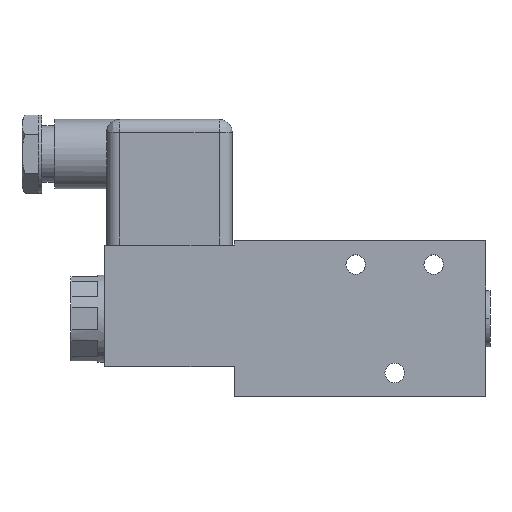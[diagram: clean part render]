
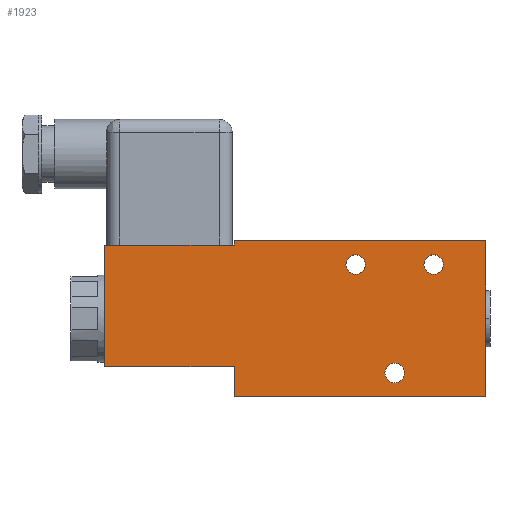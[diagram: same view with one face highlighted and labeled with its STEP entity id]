
A CAD part, top view. The second image highlights one B-rep face of the part: STEP entity #1923.
In plain terms, the highlighted planar face has unit normal (0, 0, 1).
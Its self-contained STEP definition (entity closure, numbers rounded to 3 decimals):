
#22 = CARTESIAN_POINT ( 'NONE',  ( -116.959, -52.919, 38.897 ) ) ;
#92 = CARTESIAN_POINT ( 'NONE',  ( -101.959, -45.919, 38.897 ) ) ;
#139 = VERTEX_POINT ( 'NONE', #149 ) ;
#144 = EDGE_CURVE ( 'NONE', #1640, #2920, #188, .T. ) ;
#147 = VERTEX_POINT ( 'NONE', #208 ) ;
#149 = CARTESIAN_POINT ( 'NONE',  ( -47.709, -47.419, 38.897 ) ) ;
#158 = EDGE_CURVE ( 'NONE', #1170, #3235, #402, .T. ) ;
#170 = CARTESIAN_POINT ( 'NONE',  ( -86.959, -16.919, 38.897 ) ) ;
#188 = CIRCLE ( 'NONE', #2581, 2.25 ) ;
#208 = CARTESIAN_POINT ( 'NONE',  ( -86.959, -45.919, 38.897 ) ) ;
#224 = LINE ( 'NONE', #664, #593 ) ;
#255 = DIRECTION ( 'NONE',  ( -1., 0., 0. ) ) ;
#286 = EDGE_CURVE ( 'NONE', #139, #441, #2122, .T. ) ;
#311 = CIRCLE ( 'NONE', #2561, 2.25 ) ;
#343 = VERTEX_POINT ( 'NONE', #2845 ) ;
#356 = VECTOR ( 'NONE', #1238, 1000. ) ;
#357 = VERTEX_POINT ( 'NONE', #2339 ) ;
#370 = CIRCLE ( 'NONE', #573, 2.25 ) ;
#402 = LINE ( 'NONE', #2737, #356 ) ;
#441 = VERTEX_POINT ( 'NONE', #2918 ) ;
#455 = VECTOR ( 'NONE', #2712, 1000. ) ;
#520 = DIRECTION ( 'NONE',  ( 0., -1., 0. ) ) ;
#529 = ORIENTED_EDGE ( 'NONE', *, *, #158, .F. ) ;
#538 = DIRECTION ( 'NONE',  ( 0., 1., 0. ) ) ;
#568 = EDGE_LOOP ( 'NONE', ( #1851, #1891, #529, #2872, #1724, #1922, #2086, #3160 ) ) ;
#573 = AXIS2_PLACEMENT_3D ( 'NONE', #955, #3046, #1733 ) ;
#593 = VECTOR ( 'NONE', #3227, 1000. ) ;
#664 = CARTESIAN_POINT ( 'NONE',  ( -86.959, -49.419, 38.897 ) ) ;
#668 = VECTOR ( 'NONE', #3178, 1000. ) ;
#692 = CARTESIAN_POINT ( 'NONE',  ( -101.959, -17.919, 38.897 ) ) ;
#702 = DIRECTION ( 'NONE',  ( 0., 0., 1. ) ) ;
#824 = EDGE_CURVE ( 'NONE', #343, #357, #311, .T. ) ;
#837 = ORIENTED_EDGE ( 'NONE', *, *, #286, .F. ) ;
#866 = CARTESIAN_POINT ( 'NONE',  ( -28.959, -16.919, 38.897 ) ) ;
#869 = CARTESIAN_POINT ( 'NONE',  ( -116.959, -17.919, 38.897 ) ) ;
#955 = CARTESIAN_POINT ( 'NONE',  ( -40.959, -22.419, 38.897 ) ) ;
#970 = EDGE_CURVE ( 'NONE', #1314, #147, #224, .T. ) ;
#999 = ORIENTED_EDGE ( 'NONE', *, *, #1065, .F. ) ;
#1026 = CARTESIAN_POINT ( 'NONE',  ( -57.959, -52.919, 38.897 ) ) ;
#1055 = PLANE ( 'NONE',  #1326 ) ;
#1065 = EDGE_CURVE ( 'NONE', #357, #343, #2354, .T. ) ;
#1093 = DIRECTION ( 'NONE',  ( -1., 0., 0. ) ) ;
#1095 = VECTOR ( 'NONE', #1117, 1000. ) ;
#1117 = DIRECTION ( 'NONE',  ( 1., 0., 0. ) ) ;
#1119 = VERTEX_POINT ( 'NONE', #1237 ) ;
#1129 = EDGE_CURVE ( 'NONE', #2920, #1640, #370, .T. ) ;
#1170 = VERTEX_POINT ( 'NONE', #170 ) ;
#1237 = CARTESIAN_POINT ( 'NONE',  ( -28.959, -52.919, 38.897 ) ) ;
#1238 = DIRECTION ( 'NONE',  ( 1., 0., 0. ) ) ;
#1257 = FACE_OUTER_BOUND ( 'NONE', #568, .T. ) ;
#1282 = CARTESIAN_POINT ( 'NONE',  ( -86.959, -52.919, 38.897 ) ) ;
#1293 = DIRECTION ( 'NONE',  ( -1., 0., 0. ) ) ;
#1299 = CARTESIAN_POINT ( 'NONE',  ( -116.959, -45.919, 38.897 ) ) ;
#1314 = VERTEX_POINT ( 'NONE', #1282 ) ;
#1326 = AXIS2_PLACEMENT_3D ( 'NONE', #22, #2862, #2399 ) ;
#1334 = EDGE_LOOP ( 'NONE', ( #3236, #837 ) ) ;
#1339 = EDGE_CURVE ( 'NONE', #1119, #1314, #3224, .T. ) ;
#1353 = LINE ( 'NONE', #692, #455 ) ;
#1355 = CARTESIAN_POINT ( 'NONE',  ( -116.959, -31.919, 38.897 ) ) ;
#1566 = VERTEX_POINT ( 'NONE', #3240 ) ;
#1628 = ORIENTED_EDGE ( 'NONE', *, *, #144, .F. ) ;
#1640 = VERTEX_POINT ( 'NONE', #3042 ) ;
#1647 = CARTESIAN_POINT ( 'NONE',  ( -58.959, -22.419, 38.897 ) ) ;
#1654 = LINE ( 'NONE', #1355, #668 ) ;
#1724 = ORIENTED_EDGE ( 'NONE', *, *, #2223, .T. ) ;
#1733 = DIRECTION ( 'NONE',  ( -1., 0., 0. ) ) ;
#1797 = AXIS2_PLACEMENT_3D ( 'NONE', #3148, #2888, #1293 ) ;
#1851 = ORIENTED_EDGE ( 'NONE', *, *, #1339, .F. ) ;
#1855 = CIRCLE ( 'NONE', #3087, 2.25 ) ;
#1891 = ORIENTED_EDGE ( 'NONE', *, *, #1954, .T. ) ;
#1922 = ORIENTED_EDGE ( 'NONE', *, *, #3177, .F. ) ;
#1923 = ADVANCED_FACE ( 'NONE', ( #2645, #1964, #1960, #1257 ), #1055, .T. ) ;
#1933 = EDGE_LOOP ( 'NONE', ( #1628, #2047 ) ) ;
#1936 = VECTOR ( 'NONE', #538, 1000. ) ;
#1954 = EDGE_CURVE ( 'NONE', #1119, #3235, #2131, .T. ) ;
#1960 = FACE_BOUND ( 'NONE', #2559, .T. ) ;
#1964 = FACE_BOUND ( 'NONE', #1933, .T. ) ;
#1992 = AXIS2_PLACEMENT_3D ( 'NONE', #2238, #702, #2021 ) ;
#2021 = DIRECTION ( 'NONE',  ( -1., 0., 0. ) ) ;
#2047 = ORIENTED_EDGE ( 'NONE', *, *, #1129, .F. ) ;
#2082 = DIRECTION ( 'NONE',  ( 0., 0., 1. ) ) ;
#2086 = ORIENTED_EDGE ( 'NONE', *, *, #2681, .T. ) ;
#2096 = DIRECTION ( 'NONE',  ( -1., 0., 0. ) ) ;
#2122 = CIRCLE ( 'NONE', #1797, 2.25 ) ;
#2125 = LINE ( 'NONE', #92, #1095 ) ;
#2131 = LINE ( 'NONE', #2625, #1936 ) ;
#2223 = EDGE_CURVE ( 'NONE', #1566, #2386, #1353, .T. ) ;
#2238 = CARTESIAN_POINT ( 'NONE',  ( -58.959, -22.419, 38.897 ) ) ;
#2339 = CARTESIAN_POINT ( 'NONE',  ( -61.209, -22.419, 38.897 ) ) ;
#2354 = CIRCLE ( 'NONE', #1992, 2.25 ) ;
#2386 = VERTEX_POINT ( 'NONE', #869 ) ;
#2399 = DIRECTION ( 'NONE',  ( 1., 0., 0. ) ) ;
#2508 = VERTEX_POINT ( 'NONE', #1299 ) ;
#2535 = EDGE_CURVE ( 'NONE', #441, #139, #1855, .T. ) ;
#2544 = DIRECTION ( 'NONE',  ( -1., 0., 0. ) ) ;
#2559 = EDGE_LOOP ( 'NONE', ( #999, #2826 ) ) ;
#2561 = AXIS2_PLACEMENT_3D ( 'NONE', #1647, #2658, #1093 ) ;
#2565 = LINE ( 'NONE', #3339, #3173 ) ;
#2581 = AXIS2_PLACEMENT_3D ( 'NONE', #3316, #2800, #2544 ) ;
#2625 = CARTESIAN_POINT ( 'NONE',  ( -28.959, -34.919, 38.897 ) ) ;
#2645 = FACE_BOUND ( 'NONE', #1334, .T. ) ;
#2658 = DIRECTION ( 'NONE',  ( 0., 0., 1. ) ) ;
#2681 = EDGE_CURVE ( 'NONE', #2508, #147, #2125, .T. ) ;
#2712 = DIRECTION ( 'NONE',  ( -1., 0., 0. ) ) ;
#2732 = VECTOR ( 'NONE', #255, 1000. ) ;
#2737 = CARTESIAN_POINT ( 'NONE',  ( -57.959, -16.919, 38.897 ) ) ;
#2800 = DIRECTION ( 'NONE',  ( 0., 0., 1. ) ) ;
#2826 = ORIENTED_EDGE ( 'NONE', *, *, #824, .F. ) ;
#2845 = CARTESIAN_POINT ( 'NONE',  ( -56.709, -22.419, 38.897 ) ) ;
#2862 = DIRECTION ( 'NONE',  ( 0., 0., 1. ) ) ;
#2872 = ORIENTED_EDGE ( 'NONE', *, *, #2963, .T. ) ;
#2888 = DIRECTION ( 'NONE',  ( 0., 0., 1. ) ) ;
#2918 = CARTESIAN_POINT ( 'NONE',  ( -52.209, -47.419, 38.897 ) ) ;
#2920 = VERTEX_POINT ( 'NONE', #3271 ) ;
#2963 = EDGE_CURVE ( 'NONE', #1170, #1566, #2565, .T. ) ;
#3042 = CARTESIAN_POINT ( 'NONE',  ( -43.209, -22.419, 38.897 ) ) ;
#3046 = DIRECTION ( 'NONE',  ( 0., 0., 1. ) ) ;
#3087 = AXIS2_PLACEMENT_3D ( 'NONE', #3094, #2082, #2096 ) ;
#3094 = CARTESIAN_POINT ( 'NONE',  ( -49.959, -47.419, 38.897 ) ) ;
#3148 = CARTESIAN_POINT ( 'NONE',  ( -49.959, -47.419, 38.897 ) ) ;
#3160 = ORIENTED_EDGE ( 'NONE', *, *, #970, .F. ) ;
#3173 = VECTOR ( 'NONE', #520, 1000. ) ;
#3177 = EDGE_CURVE ( 'NONE', #2508, #2386, #1654, .T. ) ;
#3178 = DIRECTION ( 'NONE',  ( 0., 1., 0. ) ) ;
#3224 = LINE ( 'NONE', #1026, #2732 ) ;
#3227 = DIRECTION ( 'NONE',  ( 0., 1., 0. ) ) ;
#3235 = VERTEX_POINT ( 'NONE', #866 ) ;
#3236 = ORIENTED_EDGE ( 'NONE', *, *, #2535, .F. ) ;
#3240 = CARTESIAN_POINT ( 'NONE',  ( -86.959, -17.919, 38.897 ) ) ;
#3271 = CARTESIAN_POINT ( 'NONE',  ( -38.709, -22.419, 38.897 ) ) ;
#3316 = CARTESIAN_POINT ( 'NONE',  ( -40.959, -22.419, 38.897 ) ) ;
#3339 = CARTESIAN_POINT ( 'NONE',  ( -86.959, -34.919, 38.897 ) ) ;
